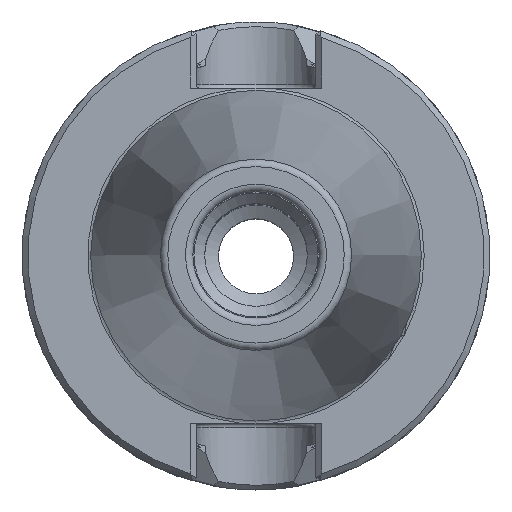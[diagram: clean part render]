
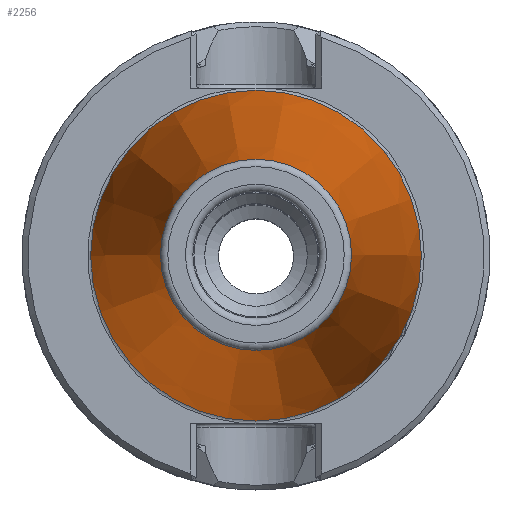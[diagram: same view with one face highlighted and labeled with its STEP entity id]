
A CAD part, top view. The second image highlights one B-rep face of the part: STEP entity #2256.
In plain terms, the highlighted conical face has half-angle 8.297 degrees and reference radius 12.871 mm.
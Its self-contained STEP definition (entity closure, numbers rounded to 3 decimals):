
#280=CONICAL_SURFACE('',#2409,12.871,0.145);
#371=ORIENTED_EDGE('',*,*,#743,.T.);
#372=ORIENTED_EDGE('',*,*,#742,.F.);
#742=EDGE_CURVE('',#947,#947,#1096,.T.);
#743=EDGE_CURVE('',#948,#948,#1097,.T.);
#947=VERTEX_POINT('',#3114);
#948=VERTEX_POINT('',#3117);
#1096=CIRCLE('',#2408,12.871);
#1097=CIRCLE('',#2410,22.268);
#1214=EDGE_LOOP('',(#371));
#1215=EDGE_LOOP('',(#372));
#1370=FACE_BOUND('',#1214,.T.);
#1371=FACE_BOUND('',#1215,.T.);
#2256=ADVANCED_FACE('',(#1370,#1371),#280,.T.);
#2408=AXIS2_PLACEMENT_3D('',#3113,#2690,#2691);
#2409=AXIS2_PLACEMENT_3D('',#3115,#2692,#2693);
#2410=AXIS2_PLACEMENT_3D('',#3116,#2694,#2695);
#2690=DIRECTION('',(0.,0.,1.));
#2691=DIRECTION('',(1.,0.,0.));
#2692=DIRECTION('',(0.,0.,-1.));
#2693=DIRECTION('',(-1.,0.,0.));
#2694=DIRECTION('',(0.,0.,1.));
#2695=DIRECTION('',(1.,0.,0.));
#3113=CARTESIAN_POINT('',(0.,0.,64.544));
#3114=CARTESIAN_POINT('',(12.871,0.,64.544));
#3115=CARTESIAN_POINT('',(0.,0.,64.544));
#3116=CARTESIAN_POINT('',(0.,0.,0.106));
#3117=CARTESIAN_POINT('',(22.268,0.,0.106));
